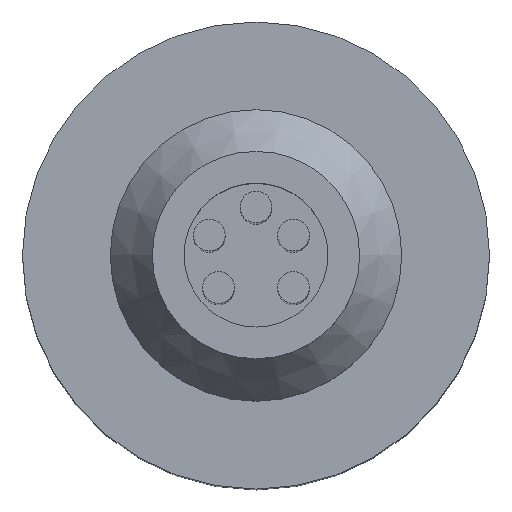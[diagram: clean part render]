
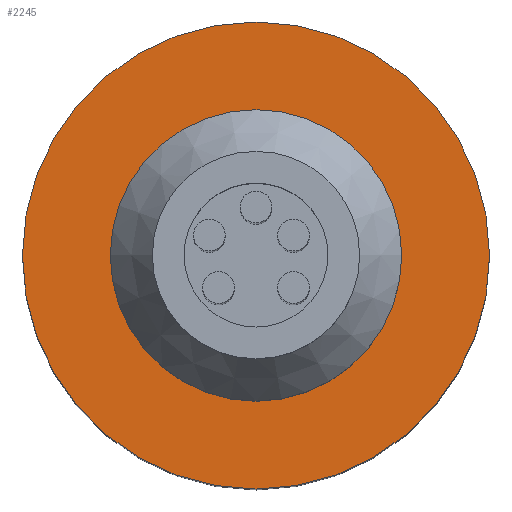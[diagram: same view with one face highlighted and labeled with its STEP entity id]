
A CAD part, top view. The second image highlights one B-rep face of the part: STEP entity #2245.
In plain terms, the highlighted planar face has unit normal (0, 0, 1).
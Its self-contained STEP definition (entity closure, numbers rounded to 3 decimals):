
#53=CIRCLE($,#2353,7.8);
#54=CIRCLE($,#2355,12.5);
#90=FACE_BOUND($,#498,.T.);
#91=FACE_BOUND($,#499,.T.);
#498=EDGE_LOOP($,(#1945));
#499=EDGE_LOOP($,(#1946));
#1063=VERTEX_POINT($,#3946);
#1064=VERTEX_POINT($,#3949);
#1358=EDGE_CURVE($,#1063,#1063,#53,.T.);
#1359=EDGE_CURVE($,#1064,#1064,#54,.T.);
#1945=ORIENTED_EDGE($,*,*,#1358,.T.);
#1946=ORIENTED_EDGE($,*,*,#1359,.F.);
#2013=PLANE($,#2356);
#2245=ADVANCED_FACE($,(#90,#91),#2013,.F.);
#2353=AXIS2_PLACEMENT_3D($,#3947,#2745,#2746);
#2355=AXIS2_PLACEMENT_3D($,#3950,#2749,#2750);
#2356=AXIS2_PLACEMENT_3D($,#3951,#2751,#2752);
#2745=DIRECTION('center_axis',(0.,0.,-1.));
#2746=DIRECTION('ref_axis',(-1.,0.,0.));
#2749=DIRECTION('center_axis',(0.,0.,-1.));
#2750=DIRECTION('ref_axis',(-1.,0.,0.));
#2751=DIRECTION('center_axis',(0.,0.,-1.));
#2752=DIRECTION('ref_axis',(-1.,0.,0.));
#3946=CARTESIAN_POINT('',(7.8,0.,28.));
#3947=CARTESIAN_POINT('Origin',(0.,0.,28.));
#3949=CARTESIAN_POINT('',(12.5,0.,28.));
#3950=CARTESIAN_POINT('Origin',(0.,0.,28.));
#3951=CARTESIAN_POINT('Origin',(0.,0.,28.));
